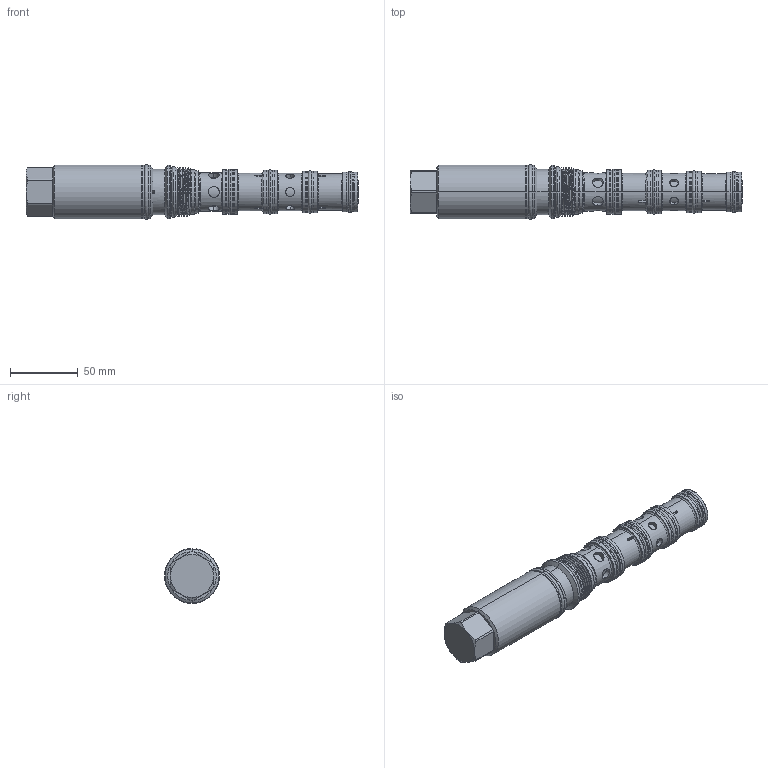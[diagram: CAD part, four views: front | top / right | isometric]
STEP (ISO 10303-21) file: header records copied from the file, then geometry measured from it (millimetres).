
FILE_DESCRIPTION (( 'STEP AP203' ), '1' );
FILE_NAME ('PDD53A6P25-N-045.STEP', '2020-05-04T07:29:30', ( '' ), ( '' ), 'SwSTEP 2.0', 'SolidWorks 2018', '' );
FILE_SCHEMA (( 'CONFIG_CONTROL_DESIGN' ));
Length unit declared in the file: millimetre
Products named in the file (1): PDD53A6P25-N-045
Bounding box: 244.47 x 40.39 x 40.39 mm (x, y, z)
Volume: 212879.1 mm3; surface area: 42936.9 mm2
Topology: 6 solids, 6 shells, 356 faces, 785 edges, 486 vertices
Faces by surface type: cylinder 178, plane 90, torus 44, cone 41, bspline 3
Entity records: 13236 total; most frequent: CARTESIAN_POINT 5299, DIRECTION 1718, ORIENTED_EDGE 1566, EDGE_CURVE 783, AXIS2_PLACEMENT_3D 723, VERTEX_POINT 486, EDGE_LOOP 413, CIRCLE 369
